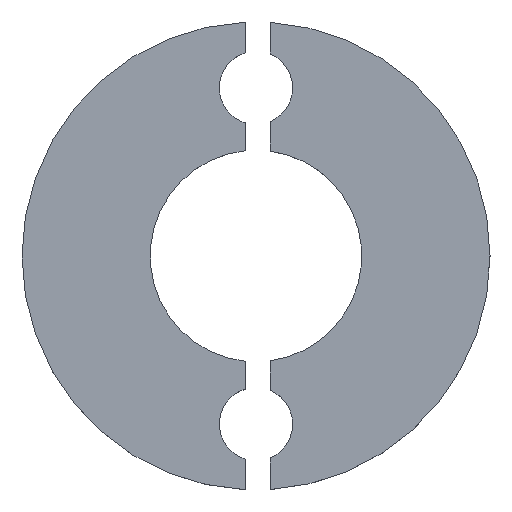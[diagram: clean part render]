
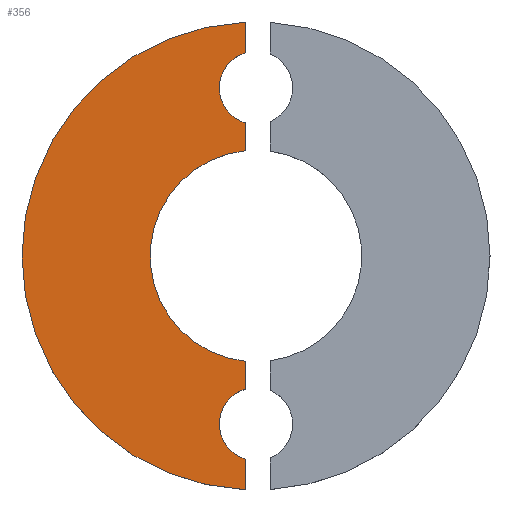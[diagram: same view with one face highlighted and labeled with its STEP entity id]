
A CAD part, top view. The second image highlights one B-rep face of the part: STEP entity #356.
In plain terms, the highlighted planar face has unit normal (0, 0, 1).
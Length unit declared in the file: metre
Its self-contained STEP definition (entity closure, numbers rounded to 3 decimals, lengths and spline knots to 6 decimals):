
#32=PLANE('',#419);
#52=LINE('',#590,#84);
#57=LINE('',#604,#89);
#61=LINE('',#616,#93);
#65=LINE('',#628,#97);
#84=VECTOR('',#482,1.);
#89=VECTOR('',#495,1.);
#93=VECTOR('',#507,1.);
#97=VECTOR('',#519,1.);
#178=ORIENTED_EDGE('',*,*,#220,.F.);
#179=ORIENTED_EDGE('',*,*,#224,.F.);
#180=ORIENTED_EDGE('',*,*,#227,.T.);
#181=ORIENTED_EDGE('',*,*,#230,.T.);
#182=ORIENTED_EDGE('',*,*,#233,.F.);
#183=ORIENTED_EDGE('',*,*,#236,.F.);
#184=ORIENTED_EDGE('',*,*,#239,.T.);
#185=ORIENTED_EDGE('',*,*,#241,.F.);
#220=EDGE_CURVE('',#260,#261,#52,.T.);
#224=EDGE_CURVE('',#263,#260,#283,.T.);
#227=EDGE_CURVE('',#263,#265,#57,.T.);
#230=EDGE_CURVE('',#265,#267,#285,.T.);
#233=EDGE_CURVE('',#269,#267,#61,.T.);
#236=EDGE_CURVE('',#271,#269,#287,.T.);
#239=EDGE_CURVE('',#271,#273,#65,.T.);
#241=EDGE_CURVE('',#261,#273,#289,.T.);
#260=VERTEX_POINT('',#589);
#261=VERTEX_POINT('',#591);
#263=VERTEX_POINT('',#597);
#265=VERTEX_POINT('',#603);
#267=VERTEX_POINT('',#609);
#269=VERTEX_POINT('',#615);
#271=VERTEX_POINT('',#621);
#273=VERTEX_POINT('',#627);
#283=CIRCLE('',#406,0.004318);
#285=CIRCLE('',#410,0.027571);
#287=CIRCLE('',#414,0.004318);
#289=CIRCLE('',#418,0.012464);
#308=EDGE_LOOP('',(#178,#179,#180,#181,#182,#183,#184,#185));
#328=FACE_BOUND('',#308,.T.);
#356=ADVANCED_FACE('',(#328),#32,.T.);
#406=AXIS2_PLACEMENT_3D('',#598,#489,#490);
#410=AXIS2_PLACEMENT_3D('',#610,#501,#502);
#414=AXIS2_PLACEMENT_3D('',#622,#513,#514);
#418=AXIS2_PLACEMENT_3D('',#631,#524,#525);
#419=AXIS2_PLACEMENT_3D('',#632,#526,#527);
#482=DIRECTION('',(0.,-1.,0.));
#489=DIRECTION('',(0.,0.,1.));
#490=DIRECTION('',(1.,0.,0.));
#495=DIRECTION('',(0.,1.,0.));
#501=DIRECTION('',(0.,0.,1.));
#502=DIRECTION('',(1.,0.,0.));
#507=DIRECTION('',(0.,-1.,0.));
#513=DIRECTION('',(0.,0.,1.));
#514=DIRECTION('',(1.,0.,0.));
#519=DIRECTION('',(0.,1.,0.));
#524=DIRECTION('',(0.,0.,1.));
#525=DIRECTION('',(1.,0.,0.));
#526=DIRECTION('',(0.,0.,1.));
#527=DIRECTION('',(1.,0.,0.));
#589=CARTESIAN_POINT('',(-0.03189,0.044303,0.004572));
#590=CARTESIAN_POINT('',(-0.03189,0.042666,0.004572));
#591=CARTESIAN_POINT('',(-0.03189,0.041029,0.004572));
#597=CARTESIAN_POINT('',(-0.03189,0.052575,0.004572));
#598=CARTESIAN_POINT('',(-0.03065,0.048439,0.004572));
#603=CARTESIAN_POINT('',(-0.03189,0.05617,0.004572));
#604=CARTESIAN_POINT('',(-0.03189,0.054372,0.004572));
#609=CARTESIAN_POINT('',(-0.03189,0.001084,0.004572));
#610=CARTESIAN_POINT('',(-0.030646,0.028627,0.004572));
#615=CARTESIAN_POINT('',(-0.03189,0.00468,0.004572));
#616=CARTESIAN_POINT('',(-0.03189,0.002882,0.004572));
#621=CARTESIAN_POINT('',(-0.03189,0.01295,0.004572));
#622=CARTESIAN_POINT('',(-0.030646,0.008815,0.004572));
#627=CARTESIAN_POINT('',(-0.03189,0.016225,0.004572));
#628=CARTESIAN_POINT('',(-0.03189,0.014587,0.004572));
#631=CARTESIAN_POINT('',(-0.030646,0.028627,0.004572));
#632=CARTESIAN_POINT('',(-0.030646,0.028627,0.004572));
